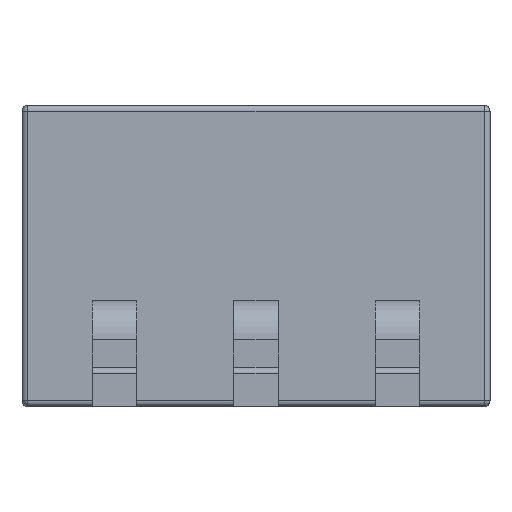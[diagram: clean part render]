
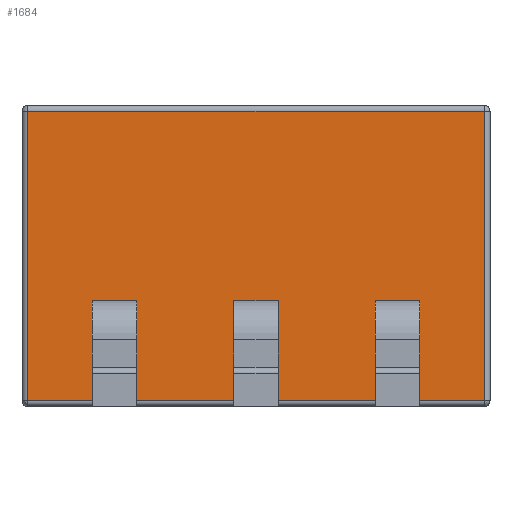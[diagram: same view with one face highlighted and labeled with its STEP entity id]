
A CAD part, left-side view. The second image highlights one B-rep face of the part: STEP entity #1684.
In plain terms, the highlighted planar face has unit normal (-1, 0, 0).
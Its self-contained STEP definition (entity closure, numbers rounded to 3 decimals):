
#112 = AXIS2_PLACEMENT_3D ( 'NONE', #2160, #839, #1936 ) ;
#178 = ORIENTED_EDGE ( 'NONE', *, *, #1865, .F. ) ;
#201 = LINE ( 'NONE', #2854, #3803 ) ;
#298 = ORIENTED_EDGE ( 'NONE', *, *, #4656, .T. ) ;
#304 = VERTEX_POINT ( 'NONE', #4261 ) ;
#481 = DIRECTION ( 'NONE',  ( 0., 1., 0. ) ) ;
#544 = LINE ( 'NONE', #2071, #1898 ) ;
#645 = CARTESIAN_POINT ( 'NONE',  ( -4.3, 2.05, 0.05 ) ) ;
#713 = FACE_OUTER_BOUND ( 'NONE', #3361, .T. ) ;
#839 = DIRECTION ( 'NONE',  ( -1., 0., 0. ) ) ;
#1024 = EDGE_CURVE ( 'NONE', #2914, #304, #544, .T. ) ;
#1106 = ORIENTED_EDGE ( 'NONE', *, *, #1024, .T. ) ;
#1151 = LINE ( 'NONE', #4386, #1688 ) ;
#1281 = DIRECTION ( 'NONE',  ( 0., 0., -1. ) ) ;
#1684 = ADVANCED_FACE ( 'NONE', ( #713 ), #2542, .T. ) ;
#1688 = VECTOR ( 'NONE', #481, 1000. ) ;
#1865 = EDGE_CURVE ( 'NONE', #2731, #2334, #1151, .T. ) ;
#1898 = VECTOR ( 'NONE', #3369, 1000. ) ;
#1936 = DIRECTION ( 'NONE',  ( 0., 0., -1. ) ) ;
#2071 = CARTESIAN_POINT ( 'NONE',  ( -4.3, -2.1, 2.65 ) ) ;
#2084 = EDGE_CURVE ( 'NONE', #2731, #2914, #201, .T. ) ;
#2160 = CARTESIAN_POINT ( 'NONE',  ( -4.3, -2.1, 2.7 ) ) ;
#2334 = VERTEX_POINT ( 'NONE', #645 ) ;
#2361 = LINE ( 'NONE', #4431, #3084 ) ;
#2542 = PLANE ( 'NONE',  #112 ) ;
#2731 = VERTEX_POINT ( 'NONE', #4113 ) ;
#2854 = CARTESIAN_POINT ( 'NONE',  ( -4.3, -2.05, 2.7 ) ) ;
#2914 = VERTEX_POINT ( 'NONE', #3384 ) ;
#3012 = DIRECTION ( 'NONE',  ( 0., 0., 1. ) ) ;
#3084 = VECTOR ( 'NONE', #1281, 1000. ) ;
#3361 = EDGE_LOOP ( 'NONE', ( #3866, #1106, #298, #178 ) ) ;
#3369 = DIRECTION ( 'NONE',  ( 0., 1., 0. ) ) ;
#3384 = CARTESIAN_POINT ( 'NONE',  ( -4.3, -2.05, 2.65 ) ) ;
#3803 = VECTOR ( 'NONE', #3012, 1000. ) ;
#3866 = ORIENTED_EDGE ( 'NONE', *, *, #2084, .T. ) ;
#4113 = CARTESIAN_POINT ( 'NONE',  ( -4.3, -2.05, 0.05 ) ) ;
#4261 = CARTESIAN_POINT ( 'NONE',  ( -4.3, 2.05, 2.65 ) ) ;
#4386 = CARTESIAN_POINT ( 'NONE',  ( -4.3, -2.1, 0.05 ) ) ;
#4431 = CARTESIAN_POINT ( 'NONE',  ( -4.3, 2.05, 2.7 ) ) ;
#4656 = EDGE_CURVE ( 'NONE', #304, #2334, #2361, .T. ) ;
